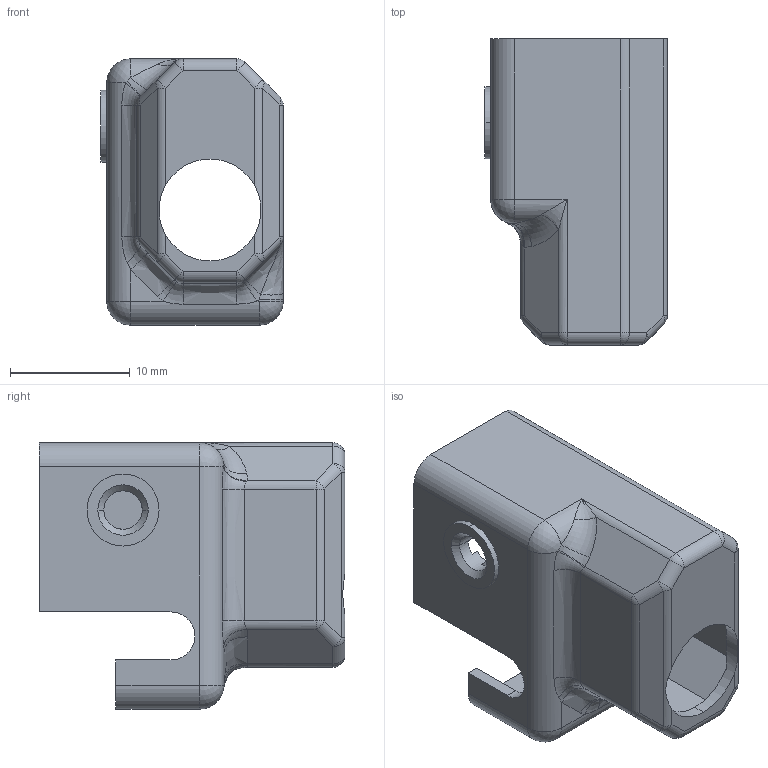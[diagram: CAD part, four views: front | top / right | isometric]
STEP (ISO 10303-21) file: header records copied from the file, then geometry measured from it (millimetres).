
FILE_DESCRIPTION((''),'2;1');
FILE_NAME('V99-1009','2024-11-28T11:13:15',('arthur'),(''),'CREO PARAMETRIC BY PTC INC, 2022164','CREO PARAMETRIC BY PTC INC, 2022164','');
FILE_SCHEMA(('CONFIG_CONTROL_DESIGN'));
Length unit declared in the file: millimetre
Products named in the file (1): V99-1009
Bounding box: 15.2 x 25.5 x 22.2 mm (x, y, z)
Volume: 1433.3 mm3; surface area: 2973.5 mm2
Topology: 1 solids, 1 shells, 145 faces, 352 edges, 207 vertices
Faces by surface type: cylinder 53, plane 51, sphere 18, bspline 14, extrusion 4, revolution 3, cone 2
Entity records: 5834 total; most frequent: CARTESIAN_POINT 2499, ORIENTED_EDGE 702, DIRECTION 663, EDGE_CURVE 351, AXIS2_PLACEMENT_3D 235, VERTEX_POINT 207, VECTOR 190, LINE 186
